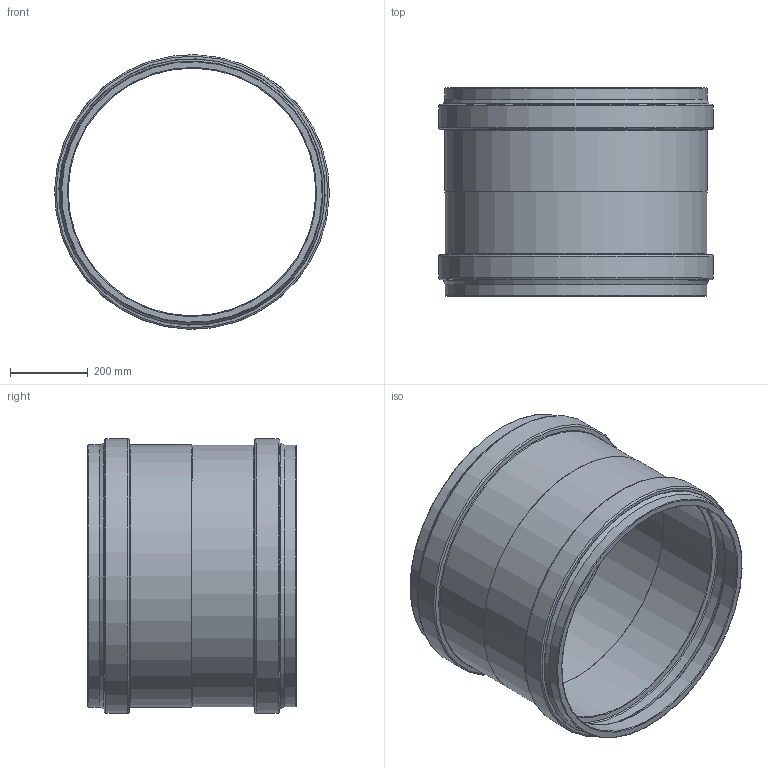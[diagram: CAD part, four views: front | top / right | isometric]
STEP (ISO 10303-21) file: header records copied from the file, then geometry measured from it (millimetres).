
FILE_DESCRIPTION(/* description */ (''),/* implementation_level */ '2;1');
FILE_NAME(/* name */ '771165z.stp',/* time_stamp */ '2024-02-05T10:32:30+01:00',/* author */ ('corinna'),/* organization */ (''),/* preprocessor_version */ 'ST-DEVELOPER v20',/* originating_system */ 'Autodesk Inventor 2024',/* authorisation */ '');
FILE_SCHEMA (('AUTOMOTIVE_DESIGN { 1 0 10303 214 3 1 1 }'));
Length unit declared in the file: millimetre
Products named in the file (2): 771165z; 771165z_1
Assembly tree (2 placements, depth 2):
  771165z
    771165z_1  x2
Bounding box: 704.8 x 535 x 704.8 mm (x, y, z)
Volume: 22055616.6 mm3; surface area: 2557059.7 mm2
Topology: 2 solids, 2 shells, 54 faces, 148 edges, 98 vertices
Faces by surface type: torus 24, cone 14, cylinder 12, plane 4
Full cylindrical faces by diameter (mm): 635.8 x4, 670 x2, 672.6 x4, 704.8 x2
Entity records: 982 total; most frequent: DIRECTION 197, CARTESIAN_POINT 154, ORIENTED_EDGE 148, AXIS2_PLACEMENT_3D 92, EDGE_CURVE 74, CIRCLE 61, VERTEX_POINT 49, EDGE_LOOP 29
